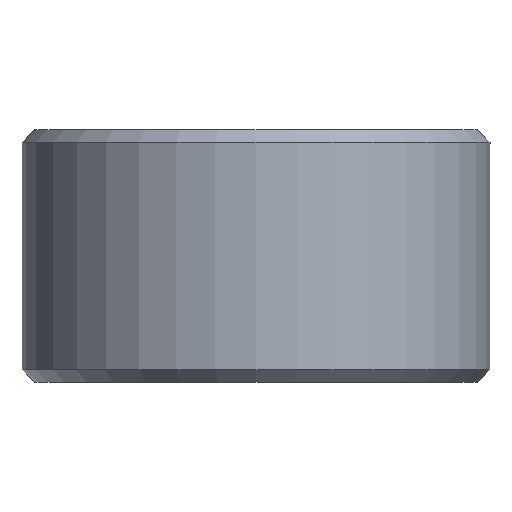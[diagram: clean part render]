
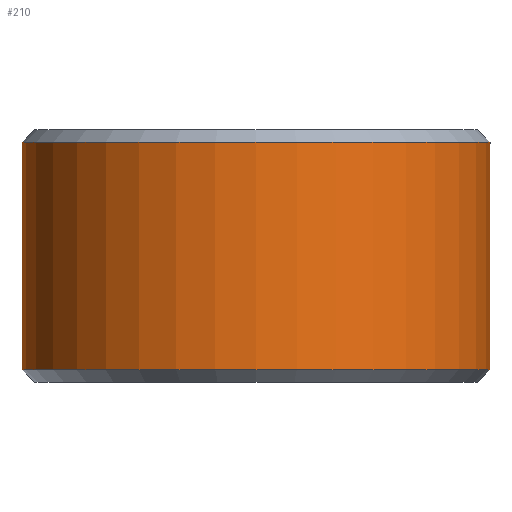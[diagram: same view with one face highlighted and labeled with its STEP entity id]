
A CAD part, front view. The second image highlights one B-rep face of the part: STEP entity #210.
In plain terms, the highlighted cylindrical face has radius 18.5 mm (diameter 37 mm), a partial arc.
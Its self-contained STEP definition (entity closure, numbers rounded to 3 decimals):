
#3 = FACE_OUTER_BOUND ( 'NONE', #306, .T. ) ;
#11 = AXIS2_PLACEMENT_3D ( 'NONE', #321, #165, #215 ) ;
#13 = ORIENTED_EDGE ( 'NONE', *, *, #123, .T. ) ;
#15 = VERTEX_POINT ( 'NONE', #153 ) ;
#41 = VERTEX_POINT ( 'NONE', #152 ) ;
#52 = CARTESIAN_POINT ( 'NONE',  ( -18.5, 0., 19. ) ) ;
#57 = CARTESIAN_POINT ( 'NONE',  ( 18.5, 0., 19. ) ) ;
#58 = EDGE_CURVE ( 'NONE', #150, #15, #73, .T. ) ;
#60 = CIRCLE ( 'NONE', #11, 18.5 ) ;
#73 = LINE ( 'NONE', #177, #159 ) ;
#102 = CIRCLE ( 'NONE', #263, 18.5 ) ;
#107 = CARTESIAN_POINT ( 'NONE',  ( 18.5, 0., 20. ) ) ;
#109 = LINE ( 'NONE', #107, #326 ) ;
#114 = ORIENTED_EDGE ( 'NONE', *, *, #58, .T. ) ;
#123 = EDGE_CURVE ( 'NONE', #303, #150, #60, .T. ) ;
#126 = AXIS2_PLACEMENT_3D ( 'NONE', #162, #294, #220 ) ;
#138 = CARTESIAN_POINT ( 'NONE',  ( 0., 0., 1. ) ) ;
#150 = VERTEX_POINT ( 'NONE', #52 ) ;
#152 = CARTESIAN_POINT ( 'NONE',  ( 18.5, 0., 1. ) ) ;
#153 = CARTESIAN_POINT ( 'NONE',  ( -18.5, 0., 1. ) ) ;
#159 = VECTOR ( 'NONE', #184, 1000. ) ;
#162 = CARTESIAN_POINT ( 'NONE',  ( 0., 0., 20. ) ) ;
#165 = DIRECTION ( 'NONE',  ( 0., 0., -1. ) ) ;
#177 = CARTESIAN_POINT ( 'NONE',  ( -18.5, 0., 20. ) ) ;
#184 = DIRECTION ( 'NONE',  ( 0., 0., -1. ) ) ;
#185 = CYLINDRICAL_SURFACE ( 'NONE', #126, 18.5 ) ;
#210 = ADVANCED_FACE ( 'NONE', ( #3 ), #185, .T. ) ;
#215 = DIRECTION ( 'NONE',  ( 1., 0., 0. ) ) ;
#216 = DIRECTION ( 'NONE',  ( 0., 0., 1. ) ) ;
#220 = DIRECTION ( 'NONE',  ( -1., 0., 0. ) ) ;
#256 = ORIENTED_EDGE ( 'NONE', *, *, #276, .T. ) ;
#263 = AXIS2_PLACEMENT_3D ( 'NONE', #138, #216, #273 ) ;
#273 = DIRECTION ( 'NONE',  ( 1., 0., 0. ) ) ;
#276 = EDGE_CURVE ( 'NONE', #15, #41, #102, .T. ) ;
#287 = EDGE_CURVE ( 'NONE', #303, #41, #109, .T. ) ;
#294 = DIRECTION ( 'NONE',  ( 0., 0., -1. ) ) ;
#303 = VERTEX_POINT ( 'NONE', #57 ) ;
#306 = EDGE_LOOP ( 'NONE', ( #312, #13, #114, #256 ) ) ;
#312 = ORIENTED_EDGE ( 'NONE', *, *, #287, .F. ) ;
#321 = CARTESIAN_POINT ( 'NONE',  ( 0., 0., 19. ) ) ;
#322 = DIRECTION ( 'NONE',  ( 0., 0., -1. ) ) ;
#326 = VECTOR ( 'NONE', #322, 1000. ) ;
